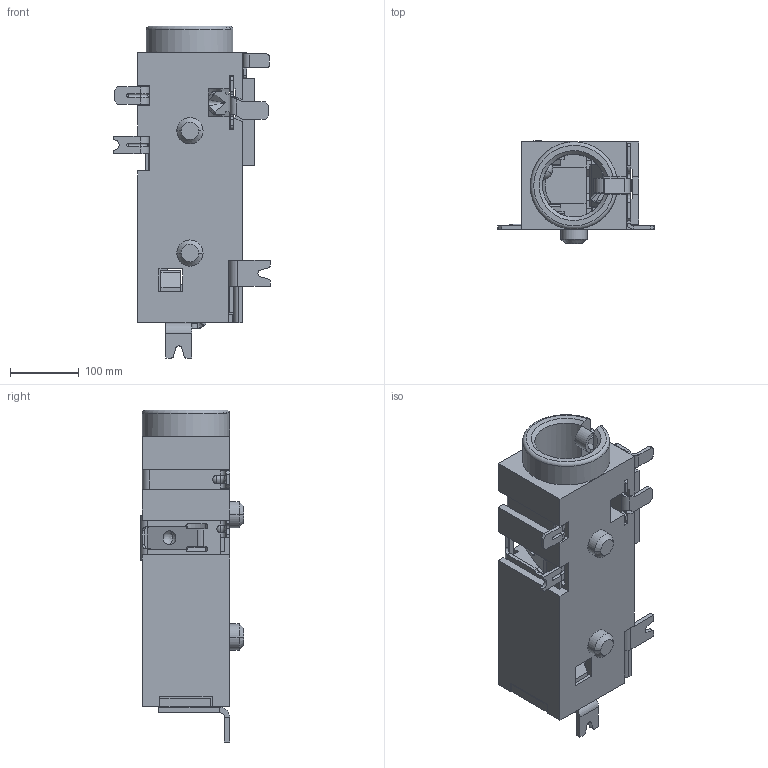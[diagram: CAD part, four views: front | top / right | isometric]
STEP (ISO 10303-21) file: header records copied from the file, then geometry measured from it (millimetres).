
FILE_DESCRIPTION(/* description */ ('Alibre Inc.'),/* implementation_level */ '2;1');
FILE_NAME(/* name */ 'export0',/* time_stamp */ '2016-12-14T12:48:05+09:00',/* author */ (''),/* organization */ (''),/* preprocessor_version */ 'ST-DEVELOPER v14',/* originating_system */ 'Alibre',/* authorisation */ '');
FILE_SCHEMA (('CONFIG_CONTROL_DESIGN'));
Length unit declared in the file: inch
Products named in the file (1): EJS-6-7835S-CG
Bounding box: 227.28 x 149.82 x 482.77 mm (x, y, z)
Volume: 5071933.7 mm3; surface area: 758674.8 mm2
Topology: 1 solids, 3 shells, 689 faces, 1952 edges, 1231 vertices
Faces by surface type: plane 489, cylinder 132, bspline 30, sphere 28, torus 5, cone 5
Entity records: 23006 total; most frequent: CARTESIAN_POINT 5777, ORIENTED_EDGE 3846, DIRECTION 2988, EDGE_CURVE 1923, VECTOR 1492, LINE 1492, VERTEX_POINT 1223, AXIS2_PLACEMENT_3D 989
